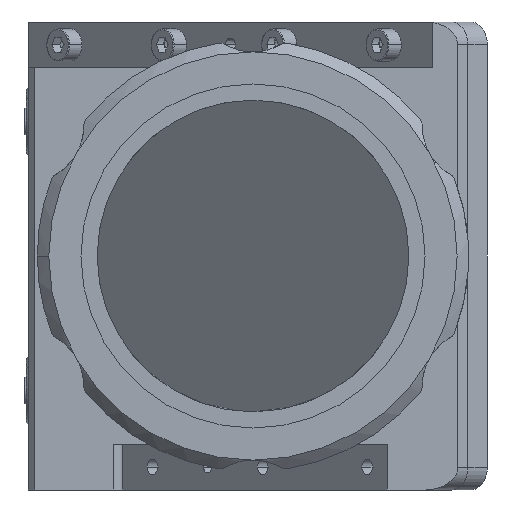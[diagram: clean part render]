
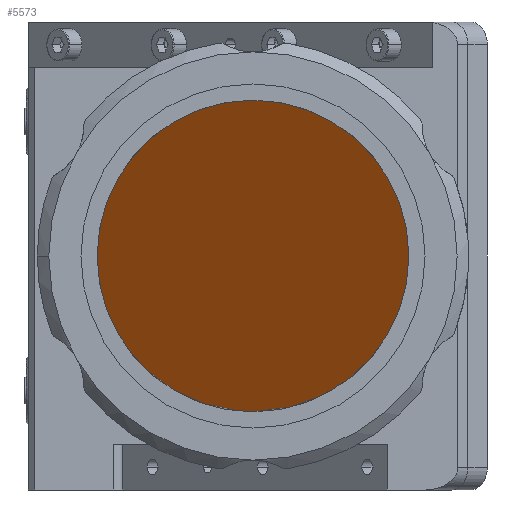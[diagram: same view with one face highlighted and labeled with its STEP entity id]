
A CAD part, front view. The second image highlights one B-rep face of the part: STEP entity #5573.
In plain terms, the highlighted planar face has unit normal (-0.707, -0.707, 0).
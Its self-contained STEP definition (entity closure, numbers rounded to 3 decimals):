
#1138 = VERTEX_POINT ( 'NONE', #2122 ) ;
#1263 = EDGE_CURVE ( 'NONE', #8429, #1138, #4562, .T. ) ;
#2122 = CARTESIAN_POINT ( 'NONE',  ( 37.017, -37.017, 39.95 ) ) ;
#2281 = DIRECTION ( 'NONE',  ( 0.707, -0.707, 0. ) ) ;
#2975 = VERTEX_POINT ( 'NONE', #5132 ) ;
#3112 = VECTOR ( 'NONE', #9175, 1000. ) ;
#3181 = VECTOR ( 'NONE', #2281, 1000. ) ;
#3740 = CARTESIAN_POINT ( 'NONE',  ( 37.017, -37.017, 39.95 ) ) ;
#3889 = DIRECTION ( 'NONE',  ( 0., 0., -1. ) ) ;
#4038 = CARTESIAN_POINT ( 'NONE',  ( 37.017, -37.017, -39.95 ) ) ;
#4562 = LINE ( 'NONE', #8412, #3112 ) ;
#4834 = ORIENTED_EDGE ( 'NONE', *, *, #6365, .T. ) ;
#4964 = CARTESIAN_POINT ( 'NONE',  ( -37.017, 37.017, -39.95 ) ) ;
#5132 = CARTESIAN_POINT ( 'NONE',  ( -37.017, 37.017, -39.95 ) ) ;
#5263 = PLANE ( 'NONE',  #9448 ) ;
#5507 = ORIENTED_EDGE ( 'NONE', *, *, #1263, .T. ) ;
#5524 = ORIENTED_EDGE ( 'NONE', *, *, #8822, .T. ) ;
#5573 = ADVANCED_FACE ( 'NONE', ( #10085 ), #5263, .F. ) ;
#5610 = VECTOR ( 'NONE', #8825, 1000. ) ;
#6023 = ORIENTED_EDGE ( 'NONE', *, *, #7261, .T. ) ;
#6109 = LINE ( 'NONE', #4038, #3181 ) ;
#6365 = EDGE_CURVE ( 'NONE', #9228, #2975, #9777, .T. ) ;
#6631 = CARTESIAN_POINT ( 'NONE',  ( -37.017, 37.017, 39.95 ) ) ;
#7097 = CARTESIAN_POINT ( 'NONE',  ( 37.017, -37.017, -39.95 ) ) ;
#7261 = EDGE_CURVE ( 'NONE', #2975, #8429, #6109, .T. ) ;
#7607 = DIRECTION ( 'NONE',  ( -0.707, 0.707, 0. ) ) ;
#7634 = CARTESIAN_POINT ( 'NONE',  ( 0., 0., 0. ) ) ;
#8246 = EDGE_LOOP ( 'NONE', ( #5524, #4834, #6023, #5507 ) ) ;
#8412 = CARTESIAN_POINT ( 'NONE',  ( 37.017, -37.017, -39.95 ) ) ;
#8429 = VERTEX_POINT ( 'NONE', #7097 ) ;
#8557 = LINE ( 'NONE', #3740, #10193 ) ;
#8707 = DIRECTION ( 'NONE',  ( 0.707, 0.707, 0. ) ) ;
#8822 = EDGE_CURVE ( 'NONE', #1138, #9228, #8557, .T. ) ;
#8825 = DIRECTION ( 'NONE',  ( 0., 0., -1. ) ) ;
#9175 = DIRECTION ( 'NONE',  ( 0., 0., 1. ) ) ;
#9228 = VERTEX_POINT ( 'NONE', #6631 ) ;
#9448 = AXIS2_PLACEMENT_3D ( 'NONE', #7634, #8707, #3889 ) ;
#9777 = LINE ( 'NONE', #4964, #5610 ) ;
#10085 = FACE_OUTER_BOUND ( 'NONE', #8246, .T. ) ;
#10193 = VECTOR ( 'NONE', #7607, 1000. ) ;
